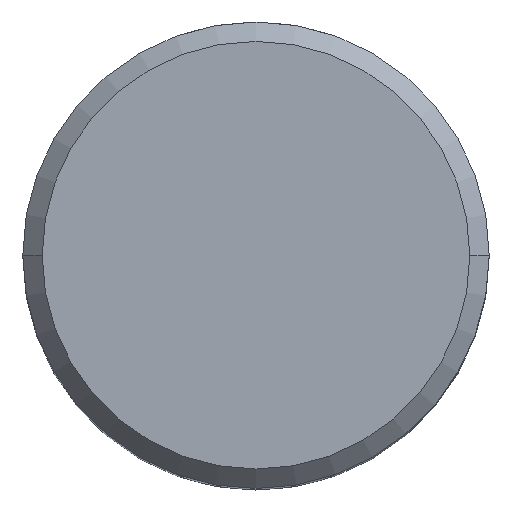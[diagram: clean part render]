
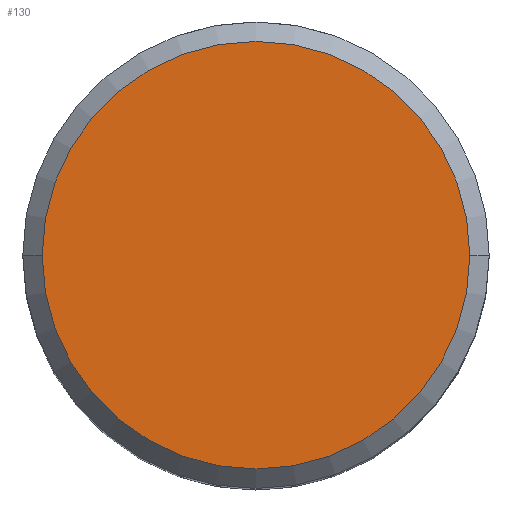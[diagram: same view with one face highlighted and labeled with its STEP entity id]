
A CAD part, top view. The second image highlights one B-rep face of the part: STEP entity #130.
In plain terms, the highlighted planar face has unit normal (0, 0, 1).
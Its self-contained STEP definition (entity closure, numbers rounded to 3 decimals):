
#62 = EDGE_LOOP ( 'NONE', ( #99, #128 ) ) ;
#89 = DIRECTION ( 'NONE',  ( 0., 0., 1. ) ) ;
#99 = ORIENTED_EDGE ( 'NONE', *, *, #287, .T. ) ;
#128 = ORIENTED_EDGE ( 'NONE', *, *, #269, .T. ) ;
#130 = ADVANCED_FACE ( 'NONE', ( #581 ), #838, .T. ) ;
#159 = CARTESIAN_POINT ( 'NONE',  ( 0., 0., 45. ) ) ;
#200 = AXIS2_PLACEMENT_3D ( 'NONE', #376, #368, #308 ) ;
#269 = EDGE_CURVE ( 'NONE', #791, #386, #792, .T. ) ;
#287 = EDGE_CURVE ( 'NONE', #386, #791, #314, .T. ) ;
#308 = DIRECTION ( 'NONE',  ( 1., 0., 0. ) ) ;
#314 = CIRCLE ( 'NONE', #374, 11. ) ;
#341 = AXIS2_PLACEMENT_3D ( 'NONE', #545, #559, #423 ) ;
#368 = DIRECTION ( 'NONE',  ( 0., 0., 1. ) ) ;
#374 = AXIS2_PLACEMENT_3D ( 'NONE', #159, #89, #805 ) ;
#376 = CARTESIAN_POINT ( 'NONE',  ( 0., 0., 45. ) ) ;
#386 = VERTEX_POINT ( 'NONE', #401 ) ;
#401 = CARTESIAN_POINT ( 'NONE',  ( -11., 0., 45. ) ) ;
#423 = DIRECTION ( 'NONE',  ( 1., 0., 0. ) ) ;
#545 = CARTESIAN_POINT ( 'NONE',  ( 0., 0., 45. ) ) ;
#559 = DIRECTION ( 'NONE',  ( 0., 0., 1. ) ) ;
#581 = FACE_OUTER_BOUND ( 'NONE', #62, .T. ) ;
#594 = CARTESIAN_POINT ( 'NONE',  ( 11., 0., 45. ) ) ;
#791 = VERTEX_POINT ( 'NONE', #594 ) ;
#792 = CIRCLE ( 'NONE', #341, 11. ) ;
#805 = DIRECTION ( 'NONE',  ( 1., 0., 0. ) ) ;
#838 = PLANE ( 'NONE',  #200 ) ;
